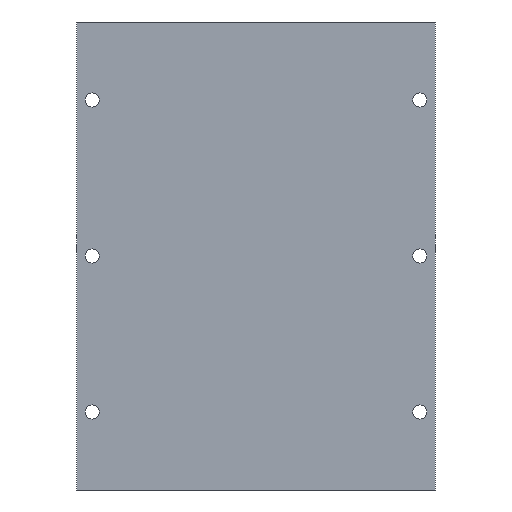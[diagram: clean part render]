
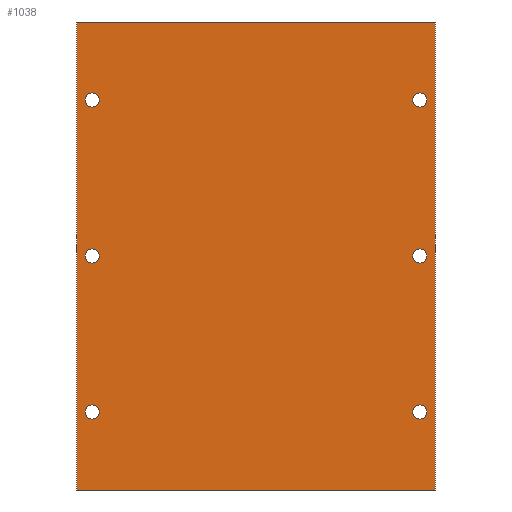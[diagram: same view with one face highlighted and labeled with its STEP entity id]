
A CAD part, front view. The second image highlights one B-rep face of the part: STEP entity #1038.
In plain terms, the highlighted planar face has unit normal (0, -1, 0).
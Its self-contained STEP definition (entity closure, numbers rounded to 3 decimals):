
#7 = CARTESIAN_POINT ( 'NONE',  ( 5., 0., 22.75 ) ) ;
#24 = DIRECTION ( 'NONE',  ( 0., 0., 1. ) ) ;
#28 = VERTEX_POINT ( 'NONE', #949 ) ;
#29 = DIRECTION ( 'NONE',  ( 0., 0., 1. ) ) ;
#32 = CIRCLE ( 'NONE', #596, 2.25 ) ;
#37 = DIRECTION ( 'NONE',  ( 0., 0., 1. ) ) ;
#40 = CARTESIAN_POINT ( 'NONE',  ( 110., 0., 122.75 ) ) ;
#44 = DIRECTION ( 'NONE',  ( 0., 1., 0. ) ) ;
#49 = EDGE_CURVE ( 'NONE', #512, #138, #774, .T. ) ;
#67 = PLANE ( 'NONE',  #520 ) ;
#69 = VECTOR ( 'NONE', #933, 1000. ) ;
#78 = FACE_OUTER_BOUND ( 'NONE', #905, .T. ) ;
#101 = LINE ( 'NONE', #496, #270 ) ;
#105 = ORIENTED_EDGE ( 'NONE', *, *, #989, .T. ) ;
#108 = EDGE_CURVE ( 'NONE', #466, #28, #956, .T. ) ;
#116 = VERTEX_POINT ( 'NONE', #373 ) ;
#122 = ORIENTED_EDGE ( 'NONE', *, *, #354, .T. ) ;
#127 = DIRECTION ( 'NONE',  ( 0., 0., -1. ) ) ;
#138 = VERTEX_POINT ( 'NONE', #566 ) ;
#145 = CARTESIAN_POINT ( 'NONE',  ( 5., 0., 122.75 ) ) ;
#160 = DIRECTION ( 'NONE',  ( 0., 1., 0. ) ) ;
#170 = DIRECTION ( 'NONE',  ( 0., 0., 1. ) ) ;
#183 = EDGE_CURVE ( 'NONE', #1095, #197, #419, .T. ) ;
#185 = CARTESIAN_POINT ( 'NONE',  ( 5., 0., 27.25 ) ) ;
#197 = VERTEX_POINT ( 'NONE', #966 ) ;
#198 = DIRECTION ( 'NONE',  ( 0., 1., 0. ) ) ;
#203 = ORIENTED_EDGE ( 'NONE', *, *, #383, .T. ) ;
#223 = LINE ( 'NONE', #620, #984 ) ;
#244 = AXIS2_PLACEMENT_3D ( 'NONE', #692, #1176, #170 ) ;
#246 = CARTESIAN_POINT ( 'NONE',  ( 110., 0., 25. ) ) ;
#252 = ORIENTED_EDGE ( 'NONE', *, *, #504, .T. ) ;
#270 = VECTOR ( 'NONE', #939, 1000. ) ;
#278 = VERTEX_POINT ( 'NONE', #1293 ) ;
#286 = FACE_BOUND ( 'NONE', #608, .T. ) ;
#288 = EDGE_LOOP ( 'NONE', ( #358, #784 ) ) ;
#304 = EDGE_CURVE ( 'NONE', #1199, #116, #1220, .T. ) ;
#347 = AXIS2_PLACEMENT_3D ( 'NONE', #387, #1168, #1070 ) ;
#354 = EDGE_CURVE ( 'NONE', #645, #502, #659, .T. ) ;
#355 = DIRECTION ( 'NONE',  ( 0., 1., 0. ) ) ;
#357 = DIRECTION ( 'NONE',  ( 0., 1., 0. ) ) ;
#358 = ORIENTED_EDGE ( 'NONE', *, *, #565, .T. ) ;
#359 = CARTESIAN_POINT ( 'NONE',  ( 5., 0., 25. ) ) ;
#373 = CARTESIAN_POINT ( 'NONE',  ( 5., 0., 77.25 ) ) ;
#377 = EDGE_CURVE ( 'NONE', #430, #1074, #32, .T. ) ;
#381 = CARTESIAN_POINT ( 'NONE',  ( 0., 0., 0. ) ) ;
#383 = EDGE_CURVE ( 'NONE', #701, #278, #101, .T. ) ;
#385 = LINE ( 'NONE', #479, #947 ) ;
#387 = CARTESIAN_POINT ( 'NONE',  ( 5., 0., 75. ) ) ;
#389 = CIRCLE ( 'NONE', #553, 2.25 ) ;
#402 = CIRCLE ( 'NONE', #1128, 2.25 ) ;
#419 = CIRCLE ( 'NONE', #244, 2.25 ) ;
#430 = VERTEX_POINT ( 'NONE', #697 ) ;
#437 = DIRECTION ( 'NONE',  ( 0., 1., 0. ) ) ;
#438 = CARTESIAN_POINT ( 'NONE',  ( 5., 0., 75. ) ) ;
#439 = CARTESIAN_POINT ( 'NONE',  ( 110., 0., 125. ) ) ;
#446 = CARTESIAN_POINT ( 'NONE',  ( 5., 0., 72.75 ) ) ;
#466 = VERTEX_POINT ( 'NONE', #741 ) ;
#468 = CARTESIAN_POINT ( 'NONE',  ( 0., 0., 150. ) ) ;
#479 = CARTESIAN_POINT ( 'NONE',  ( 115., 0., 150. ) ) ;
#480 = ORIENTED_EDGE ( 'NONE', *, *, #953, .T. ) ;
#496 = CARTESIAN_POINT ( 'NONE',  ( 0., 0., 0. ) ) ;
#502 = VERTEX_POINT ( 'NONE', #145 ) ;
#504 = EDGE_CURVE ( 'NONE', #705, #799, #990, .T. ) ;
#512 = VERTEX_POINT ( 'NONE', #40 ) ;
#520 = AXIS2_PLACEMENT_3D ( 'NONE', #468, #861, #1177 ) ;
#524 = CARTESIAN_POINT ( 'NONE',  ( 110., 0., 125. ) ) ;
#525 = ORIENTED_EDGE ( 'NONE', *, *, #108, .F. ) ;
#538 = DIRECTION ( 'NONE',  ( 0., 0., 1. ) ) ;
#553 = AXIS2_PLACEMENT_3D ( 'NONE', #1251, #357, #37 ) ;
#565 = EDGE_CURVE ( 'NONE', #197, #1095, #1264, .T. ) ;
#566 = CARTESIAN_POINT ( 'NONE',  ( 110., 0., 127.25 ) ) ;
#578 = CARTESIAN_POINT ( 'NONE',  ( 110., 0., 72.75 ) ) ;
#580 = EDGE_CURVE ( 'NONE', #799, #705, #863, .T. ) ;
#584 = ORIENTED_EDGE ( 'NONE', *, *, #1094, .F. ) ;
#596 = AXIS2_PLACEMENT_3D ( 'NONE', #1193, #198, #999 ) ;
#608 = EDGE_LOOP ( 'NONE', ( #978, #480 ) ) ;
#620 = CARTESIAN_POINT ( 'NONE',  ( 0., 0., 150. ) ) ;
#623 = EDGE_CURVE ( 'NONE', #116, #1199, #992, .T. ) ;
#645 = VERTEX_POINT ( 'NONE', #666 ) ;
#653 = DIRECTION ( 'NONE',  ( 0., 0., 1. ) ) ;
#658 = FACE_BOUND ( 'NONE', #867, .T. ) ;
#659 = CIRCLE ( 'NONE', #931, 2.25 ) ;
#660 = EDGE_LOOP ( 'NONE', ( #1084, #1226 ) ) ;
#666 = CARTESIAN_POINT ( 'NONE',  ( 5., 0., 127.25 ) ) ;
#686 = CARTESIAN_POINT ( 'NONE',  ( 5., 0., 125. ) ) ;
#692 = CARTESIAN_POINT ( 'NONE',  ( 110., 0., 25. ) ) ;
#697 = CARTESIAN_POINT ( 'NONE',  ( 110., 0., 77.25 ) ) ;
#701 = VERTEX_POINT ( 'NONE', #381 ) ;
#705 = VERTEX_POINT ( 'NONE', #185 ) ;
#741 = CARTESIAN_POINT ( 'NONE',  ( 0., 0., 150. ) ) ;
#759 = DIRECTION ( 'NONE',  ( 0., 0., -1. ) ) ;
#774 = CIRCLE ( 'NONE', #1258, 2.25 ) ;
#784 = ORIENTED_EDGE ( 'NONE', *, *, #183, .T. ) ;
#786 = AXIS2_PLACEMENT_3D ( 'NONE', #438, #787, #24 ) ;
#787 = DIRECTION ( 'NONE',  ( 0., 1., 0. ) ) ;
#798 = DIRECTION ( 'NONE',  ( 0., 1., 0. ) ) ;
#799 = VERTEX_POINT ( 'NONE', #7 ) ;
#827 = DIRECTION ( 'NONE',  ( 0., 0., 1. ) ) ;
#854 = FACE_BOUND ( 'NONE', #1185, .T. ) ;
#861 = DIRECTION ( 'NONE',  ( 0., 1., 0. ) ) ;
#863 = CIRCLE ( 'NONE', #1032, 2.25 ) ;
#867 = EDGE_LOOP ( 'NONE', ( #252, #1014 ) ) ;
#905 = EDGE_LOOP ( 'NONE', ( #203, #584, #525, #1087 ) ) ;
#925 = DIRECTION ( 'NONE',  ( 0., 1., 0. ) ) ;
#931 = AXIS2_PLACEMENT_3D ( 'NONE', #686, #798, #1083 ) ;
#933 = DIRECTION ( 'NONE',  ( 1., 0., 0. ) ) ;
#939 = DIRECTION ( 'NONE',  ( 1., 0., 0. ) ) ;
#947 = VECTOR ( 'NONE', #759, 1000. ) ;
#949 = CARTESIAN_POINT ( 'NONE',  ( 115., 0., 150. ) ) ;
#953 = EDGE_CURVE ( 'NONE', #1074, #430, #389, .T. ) ;
#956 = LINE ( 'NONE', #1234, #69 ) ;
#959 = DIRECTION ( 'NONE',  ( 0., 0., 1. ) ) ;
#966 = CARTESIAN_POINT ( 'NONE',  ( 110., 0., 27.25 ) ) ;
#972 = FACE_BOUND ( 'NONE', #660, .T. ) ;
#978 = ORIENTED_EDGE ( 'NONE', *, *, #377, .T. ) ;
#981 = EDGE_CURVE ( 'NONE', #466, #701, #223, .T. ) ;
#984 = VECTOR ( 'NONE', #127, 1000. ) ;
#989 = EDGE_CURVE ( 'NONE', #138, #512, #1208, .T. ) ;
#990 = CIRCLE ( 'NONE', #1162, 2.25 ) ;
#992 = CIRCLE ( 'NONE', #347, 2.25 ) ;
#999 = DIRECTION ( 'NONE',  ( 0., 0., 1. ) ) ;
#1014 = ORIENTED_EDGE ( 'NONE', *, *, #580, .T. ) ;
#1032 = AXIS2_PLACEMENT_3D ( 'NONE', #1055, #160, #959 ) ;
#1038 = ADVANCED_FACE ( 'NONE', ( #854, #1271, #286, #972, #1077, #658, #78 ), #67, .F. ) ;
#1053 = EDGE_LOOP ( 'NONE', ( #122, #1214 ) ) ;
#1055 = CARTESIAN_POINT ( 'NONE',  ( 5., 0., 25. ) ) ;
#1066 = AXIS2_PLACEMENT_3D ( 'NONE', #524, #925, #29 ) ;
#1070 = DIRECTION ( 'NONE',  ( 0., 0., 1. ) ) ;
#1074 = VERTEX_POINT ( 'NONE', #578 ) ;
#1077 = FACE_BOUND ( 'NONE', #288, .T. ) ;
#1083 = DIRECTION ( 'NONE',  ( 0., 0., 1. ) ) ;
#1084 = ORIENTED_EDGE ( 'NONE', *, *, #623, .T. ) ;
#1087 = ORIENTED_EDGE ( 'NONE', *, *, #981, .T. ) ;
#1094 = EDGE_CURVE ( 'NONE', #28, #278, #385, .T. ) ;
#1095 = VERTEX_POINT ( 'NONE', #1166 ) ;
#1107 = AXIS2_PLACEMENT_3D ( 'NONE', #246, #1239, #827 ) ;
#1128 = AXIS2_PLACEMENT_3D ( 'NONE', #1244, #44, #538 ) ;
#1150 = DIRECTION ( 'NONE',  ( 0., 0., 1. ) ) ;
#1162 = AXIS2_PLACEMENT_3D ( 'NONE', #359, #437, #653 ) ;
#1166 = CARTESIAN_POINT ( 'NONE',  ( 110., 0., 22.75 ) ) ;
#1168 = DIRECTION ( 'NONE',  ( 0., 1., 0. ) ) ;
#1169 = EDGE_CURVE ( 'NONE', #502, #645, #402, .T. ) ;
#1176 = DIRECTION ( 'NONE',  ( 0., 1., 0. ) ) ;
#1177 = DIRECTION ( 'NONE',  ( 0., 0., 1. ) ) ;
#1185 = EDGE_LOOP ( 'NONE', ( #105, #1290 ) ) ;
#1193 = CARTESIAN_POINT ( 'NONE',  ( 110., 0., 75. ) ) ;
#1199 = VERTEX_POINT ( 'NONE', #446 ) ;
#1208 = CIRCLE ( 'NONE', #1066, 2.25 ) ;
#1214 = ORIENTED_EDGE ( 'NONE', *, *, #1169, .T. ) ;
#1220 = CIRCLE ( 'NONE', #786, 2.25 ) ;
#1226 = ORIENTED_EDGE ( 'NONE', *, *, #304, .T. ) ;
#1234 = CARTESIAN_POINT ( 'NONE',  ( 0., 0., 150. ) ) ;
#1239 = DIRECTION ( 'NONE',  ( 0., 1., 0. ) ) ;
#1244 = CARTESIAN_POINT ( 'NONE',  ( 5., 0., 125. ) ) ;
#1251 = CARTESIAN_POINT ( 'NONE',  ( 110., 0., 75. ) ) ;
#1258 = AXIS2_PLACEMENT_3D ( 'NONE', #439, #355, #1150 ) ;
#1264 = CIRCLE ( 'NONE', #1107, 2.25 ) ;
#1271 = FACE_BOUND ( 'NONE', #1053, .T. ) ;
#1290 = ORIENTED_EDGE ( 'NONE', *, *, #49, .T. ) ;
#1293 = CARTESIAN_POINT ( 'NONE',  ( 115., 0., 0. ) ) ;
